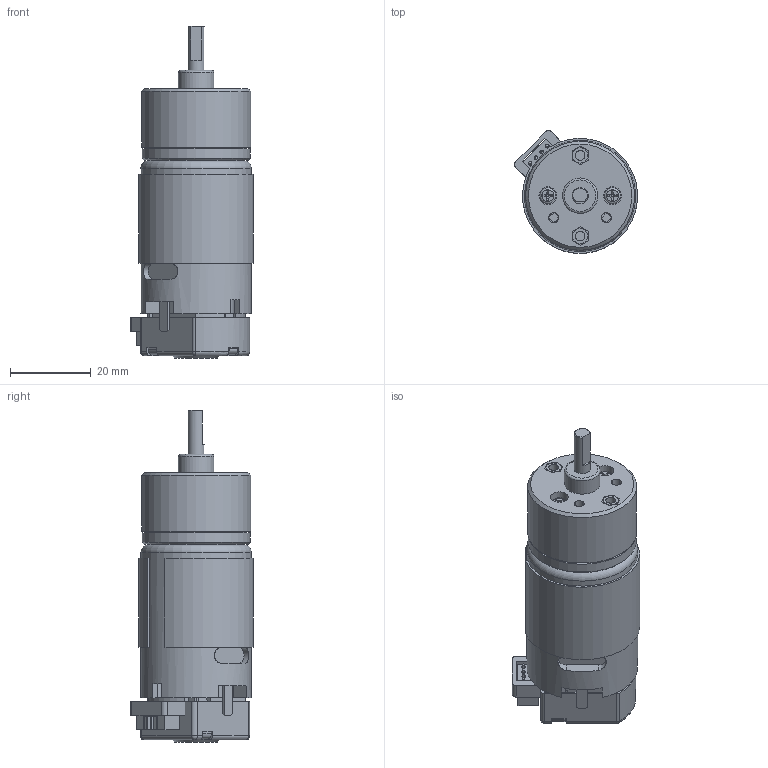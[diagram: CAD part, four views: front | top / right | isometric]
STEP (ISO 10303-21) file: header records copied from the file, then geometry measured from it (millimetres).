
FILE_DESCRIPTION(/* description */ (''),/* implementation_level */ '2;1');
FILE_NAME(/* name */ 'HL 149_x_10_2S',/* time_stamp */ '2017-11-24T14:36:36+01:00',/* author */ (''),/* organization */ (''),/* preprocessor_version */ 'ST-DEVELOPER v11',/* originating_system */ 'UGS - NX 5.0',/* authorisation */ '');
FILE_SCHEMA (('AUTOMOTIVE_DESIGN { 1 0 10303 214 1 1 1 1 }'));
Length unit declared in the file: millimetre
Products named in the file (1): LuigB040x1ab
Bounding box: 30.44 x 30.44 x 82.28 mm (x, y, z)
Volume: 32197.7 mm3; surface area: 20632.9 mm2
Topology: 21 solids, 21 shells, 652 faces, 1556 edges, 1007 vertices
Faces by surface type: plane 456, cylinder 157, cone 29, torus 6, sphere 4
Full cylindrical faces by diameter (mm): 0.6 x6, 0.9 x4, 1.34 x1, 1.6 x2, 2 x2, 2.1 x2, 2.3 x2, 2.305 x1, 2.4 x2, 2.5 x4, 3.25 x2, 3.3 x1, 3.5 x1, 3.6 x1, 3.8 x4, 4 x4, 4.4 x2, 5.5 x2, 6 x2, 7.5 x1, 8.8 x1, 10 x3, 24 x1, 24.5 x1, 24.98 x1, 26.8 x1, 27 x1, 27.5 x1
Entity records: 18663 total; most frequent: CARTESIAN_POINT 3445, DIRECTION 3175, ORIENTED_EDGE 2890, EDGE_CURVE 1445, AXIS2_PLACEMENT_3D 1126, VERTEX_POINT 980, LINE 923, VECTOR 923
